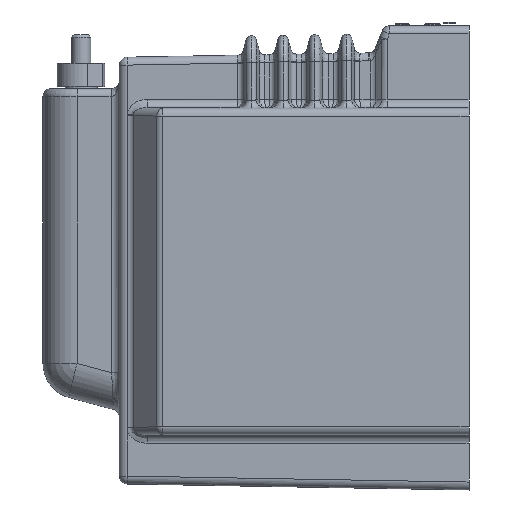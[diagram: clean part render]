
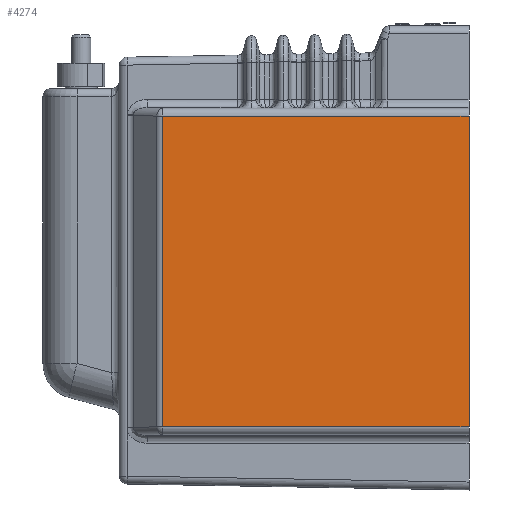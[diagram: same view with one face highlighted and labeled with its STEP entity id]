
A CAD part, left-side view. The second image highlights one B-rep face of the part: STEP entity #4274.
In plain terms, the highlighted free-form (B-spline) face has degree [1, 1] with [2, 2] control points.
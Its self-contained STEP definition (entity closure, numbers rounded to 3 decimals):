
#4274=ADVANCED_FACE('',(#13147),#13149,.F.);
#13147=FACE_BOUND('',#13148,.T.);
#13148=EDGE_LOOP('',(#22735,#22736,#22737,#22738));
#13149=B_SPLINE_SURFACE_WITH_KNOTS('',1,1,(
(#13150,#13151),
(#13152,#13153)),
.UNSPECIFIED.,.F.,.F.,.F.,
(2,2),
(2,2),
(-202.173,-4.877),
(-196.95,-2.39),
.UNSPECIFIED.);
#13150=CARTESIAN_POINT('',(-97.715,-1.112,-74.067));
#13151=CARTESIAN_POINT('',(-97.715,191.695,-74.067));
#13152=CARTESIAN_POINT('',(97.804,-1.112,-74.067));
#13153=CARTESIAN_POINT('',(97.804,191.695,-74.067));
#22735=ORIENTED_EDGE('',*,*,#26716,.T.);
#22736=ORIENTED_EDGE('',*,*,#26724,.T.);
#22737=ORIENTED_EDGE('',*,*,#26725,.T.);
#22738=ORIENTED_EDGE('',*,*,#26726,.T.);
#26716=EDGE_CURVE('',#29962,#29960,#29963,.T.);
#26724=EDGE_CURVE('',#29960,#29975,#29976,.T.);
#26725=EDGE_CURVE('',#29975,#29977,#29978,.T.);
#26726=EDGE_CURVE('',#29977,#29962,#29979,.T.);
#29960=VERTEX_POINT('',#42817);
#29962=VERTEX_POINT('',#42822);
#29963=LINE('',#42823,#42824);
#29975=VERTEX_POINT('',#42962);
#29976=LINE('',#42963,#42964);
#29977=VERTEX_POINT('',#42966);
#29978=LINE('',#42967,#42968);
#29979=LINE('',#42970,#42971);
#42817=CARTESIAN_POINT('',(-97.715,-1.112,-74.067));
#42822=CARTESIAN_POINT('',(97.804,-1.112,-74.067));
#42823=CARTESIAN_POINT('',(97.804,-1.112,-74.067));
#42824=VECTOR('',#42825,1.);
#42825=DIRECTION('',(-1.,0.,0.));
#42962=CARTESIAN_POINT('',(-97.715,191.695,-74.067));
#42963=CARTESIAN_POINT('',(-97.715,-1.112,-74.067));
#42964=VECTOR('',#42965,1.);
#42965=DIRECTION('',(0.,1.,0.));
#42966=CARTESIAN_POINT('',(97.804,191.695,-74.067));
#42967=CARTESIAN_POINT('',(-97.715,191.695,-74.067));
#42968=VECTOR('',#42969,1.);
#42969=DIRECTION('',(1.,0.,0.));
#42970=CARTESIAN_POINT('',(97.804,191.695,-74.067));
#42971=VECTOR('',#42972,1.);
#42972=DIRECTION('',(0.,-1.,0.));
